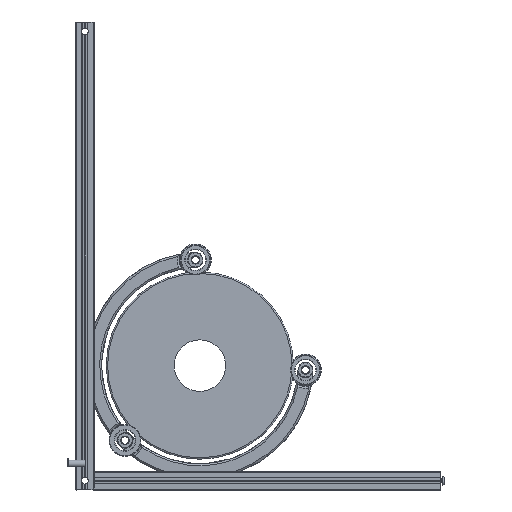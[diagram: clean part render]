
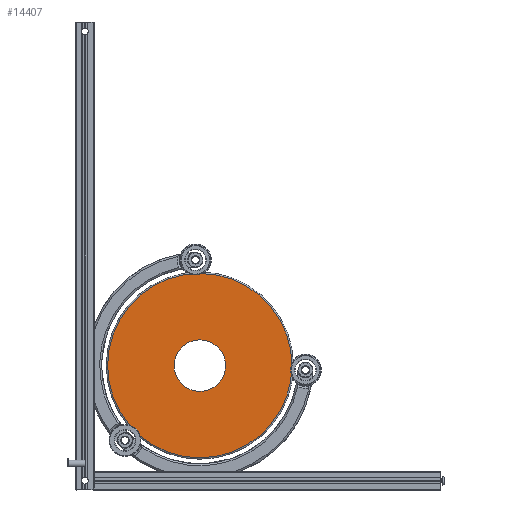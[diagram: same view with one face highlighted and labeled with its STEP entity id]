
A CAD part, left-side view. The second image highlights one B-rep face of the part: STEP entity #14407.
In plain terms, the highlighted planar face has unit normal (-1, 0, 0).
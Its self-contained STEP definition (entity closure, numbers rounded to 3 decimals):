
#641=PLANE('',#15936);
#687=FACE_BOUND('',#2340,.T.);
#1544=FACE_OUTER_BOUND('',#2339,.T.);
#2339=EDGE_LOOP('',(#13276));
#2340=EDGE_LOOP('',(#13277));
#2872=CIRCLE('',#15937,98.5);
#2873=CIRCLE('',#15938,27.5);
#6901=VERTEX_POINT('',#37052);
#6902=VERTEX_POINT('',#37054);
#9033=EDGE_CURVE('',#6901,#6901,#2872,.T.);
#9034=EDGE_CURVE('',#6902,#6902,#2873,.T.);
#13276=ORIENTED_EDGE('',*,*,#9033,.F.);
#13277=ORIENTED_EDGE('',*,*,#9034,.T.);
#14407=ADVANCED_FACE('',(#1544,#687),#641,.T.);
#15936=AXIS2_PLACEMENT_3D('',#37051,#19638,#19639);
#15937=AXIS2_PLACEMENT_3D('',#37053,#19640,#19641);
#15938=AXIS2_PLACEMENT_3D('',#37055,#19642,#19643);
#19638=DIRECTION('center_axis',(-1.,0.,0.));
#19639=DIRECTION('ref_axis',(0.,-1.,0.));
#19640=DIRECTION('center_axis',(1.,0.,0.));
#19641=DIRECTION('ref_axis',(0.,-1.,0.));
#19642=DIRECTION('center_axis',(1.,0.,0.));
#19643=DIRECTION('ref_axis',(0.,-1.,0.));
#37051=CARTESIAN_POINT('Origin',(-400.,267.097,112.903));
#37052=CARTESIAN_POINT('',(-400.,267.097,211.403));
#37053=CARTESIAN_POINT('Origin',(-400.,267.097,112.903));
#37054=CARTESIAN_POINT('',(-400.,294.597,112.903));
#37055=CARTESIAN_POINT('Origin',(-400.,267.097,112.903));
